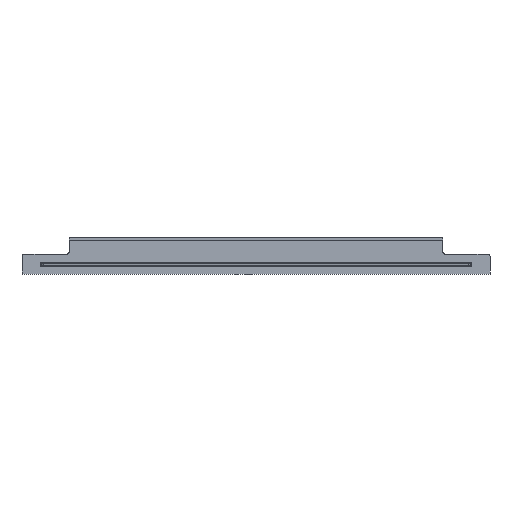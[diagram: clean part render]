
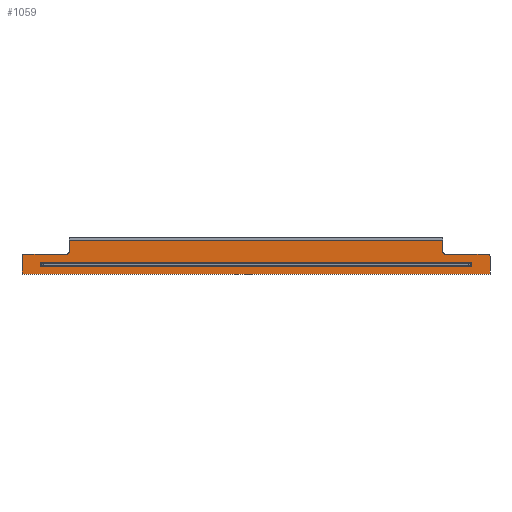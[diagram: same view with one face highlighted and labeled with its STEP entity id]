
A CAD part, front view. The second image highlights one B-rep face of the part: STEP entity #1059.
In plain terms, the highlighted planar face has unit normal (0, -1, 0).
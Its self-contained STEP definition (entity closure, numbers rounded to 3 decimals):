
#15 = EDGE_CURVE ( 'NONE', #1775, #1292, #1065, .T. ) ;
#26 = ORIENTED_EDGE ( 'NONE', *, *, #875, .T. ) ;
#53 = VECTOR ( 'NONE', #1547, 1000. ) ;
#57 = DIRECTION ( 'NONE',  ( 0., 1., 0. ) ) ;
#59 = LINE ( 'NONE', #1352, #1799 ) ;
#65 = EDGE_CURVE ( 'NONE', #1220, #1191, #1948, .T. ) ;
#68 = EDGE_CURVE ( 'NONE', #1651, #1775, #1658, .T. ) ;
#78 = FACE_OUTER_BOUND ( 'NONE', #1237, .T. ) ;
#128 = EDGE_CURVE ( 'NONE', #384, #1220, #1412, .T. ) ;
#150 = DIRECTION ( 'NONE',  ( 0., 0., 1. ) ) ;
#161 = CARTESIAN_POINT ( 'NONE',  ( 198., 9.3, 25.45 ) ) ;
#163 = CARTESIAN_POINT ( 'NONE',  ( 198., 9.3, 13.75 ) ) ;
#174 = VERTEX_POINT ( 'NONE', #574 ) ;
#184 = EDGE_CURVE ( 'NONE', #192, #691, #2017, .T. ) ;
#192 = VERTEX_POINT ( 'NONE', #1408 ) ;
#202 = ORIENTED_EDGE ( 'NONE', *, *, #184, .F. ) ;
#234 = DIRECTION ( 'NONE',  ( 0., 0., -1. ) ) ;
#296 = VERTEX_POINT ( 'NONE', #1312 ) ;
#337 = EDGE_CURVE ( 'NONE', #296, #968, #59, .T. ) ;
#384 = VERTEX_POINT ( 'NONE', #842 ) ;
#396 = EDGE_CURVE ( 'NONE', #174, #580, #1321, .T. ) ;
#402 = CARTESIAN_POINT ( 'NONE',  ( 248., 9.3, 25.45 ) ) ;
#416 = DIRECTION ( 'NONE',  ( 0., 0., 1. ) ) ;
#417 = LINE ( 'NONE', #1205, #1680 ) ;
#440 = CARTESIAN_POINT ( 'NONE',  ( -201., 9.3, 13.75 ) ) ;
#476 = CARTESIAN_POINT ( 'NONE',  ( -228., 9.3, 0.7 ) ) ;
#521 = FACE_BOUND ( 'NONE', #1730, .T. ) ;
#523 = CARTESIAN_POINT ( 'NONE',  ( 228., 9.3, -0.7 ) ) ;
#539 = PLANE ( 'NONE',  #1278 ) ;
#555 = ORIENTED_EDGE ( 'NONE', *, *, #68, .T. ) ;
#566 = CARTESIAN_POINT ( 'NONE',  ( 246., 9.3, 10.75 ) ) ;
#574 = CARTESIAN_POINT ( 'NONE',  ( 228., 9.3, 0.7 ) ) ;
#580 = VERTEX_POINT ( 'NONE', #476 ) ;
#630 = CARTESIAN_POINT ( 'NONE',  ( 228., 9.3, -10.25 ) ) ;
#631 = ORIENTED_EDGE ( 'NONE', *, *, #337, .T. ) ;
#637 = CARTESIAN_POINT ( 'NONE',  ( -246., 9.3, 10.75 ) ) ;
#667 = ORIENTED_EDGE ( 'NONE', *, *, #65, .T. ) ;
#682 = ORIENTED_EDGE ( 'NONE', *, *, #1206, .F. ) ;
#683 = ORIENTED_EDGE ( 'NONE', *, *, #1169, .T. ) ;
#689 = VECTOR ( 'NONE', #416, 1000. ) ;
#691 = VERTEX_POINT ( 'NONE', #1580 ) ;
#696 = DIRECTION ( 'NONE',  ( 0., 0., 1. ) ) ;
#697 = DIRECTION ( 'NONE',  ( -1., 0., 0. ) ) ;
#736 = DIRECTION ( 'NONE',  ( 0., 1., 0. ) ) ;
#739 = CARTESIAN_POINT ( 'NONE',  ( 246., 9.3, 8.75 ) ) ;
#746 = CARTESIAN_POINT ( 'NONE',  ( -246., 9.3, 8.75 ) ) ;
#752 = VECTOR ( 'NONE', #1711, 1000. ) ;
#772 = DIRECTION ( 'NONE',  ( 0., 0., 1. ) ) ;
#800 = EDGE_CURVE ( 'NONE', #1292, #384, #1512, .T. ) ;
#829 = DIRECTION ( 'NONE',  ( 0., 0., 1. ) ) ;
#842 = CARTESIAN_POINT ( 'NONE',  ( 198., 9.3, 25.45 ) ) ;
#858 = EDGE_CURVE ( 'NONE', #1452, #192, #417, .T. ) ;
#860 = DIRECTION ( 'NONE',  ( -1., 0., 0. ) ) ;
#872 = DIRECTION ( 'NONE',  ( -1., 0., 0. ) ) ;
#875 = EDGE_CURVE ( 'NONE', #968, #1266, #1645, .T. ) ;
#916 = CARTESIAN_POINT ( 'NONE',  ( -248., 9.3, -0.7 ) ) ;
#936 = LINE ( 'NONE', #916, #1144 ) ;
#968 = VERTEX_POINT ( 'NONE', #637 ) ;
#975 = VECTOR ( 'NONE', #772, 1000. ) ;
#996 = VECTOR ( 'NONE', #1675, 1000. ) ;
#1010 = CARTESIAN_POINT ( 'NONE',  ( -198., 9.3, 25.45 ) ) ;
#1059 = ADVANCED_FACE ( 'NONE', ( #521, #78 ), #539, .F. ) ;
#1064 = AXIS2_PLACEMENT_3D ( 'NONE', #440, #736, #150 ) ;
#1065 = CIRCLE ( 'NONE', #1332, 3. ) ;
#1080 = LINE ( 'NONE', #1383, #752 ) ;
#1142 = ORIENTED_EDGE ( 'NONE', *, *, #396, .F. ) ;
#1144 = VECTOR ( 'NONE', #1882, 1000. ) ;
#1169 = EDGE_CURVE ( 'NONE', #1266, #691, #936, .T. ) ;
#1189 = CARTESIAN_POINT ( 'NONE',  ( -228., 9.3, -0.7 ) ) ;
#1191 = VERTEX_POINT ( 'NONE', #1571 ) ;
#1205 = CARTESIAN_POINT ( 'NONE',  ( 248., 9.3, -0.7 ) ) ;
#1206 = EDGE_CURVE ( 'NONE', #1801, #174, #1222, .T. ) ;
#1209 = VECTOR ( 'NONE', #1252, 1000. ) ;
#1214 = CARTESIAN_POINT ( 'NONE',  ( -228., 9.3, -10.25 ) ) ;
#1220 = VERTEX_POINT ( 'NONE', #1392 ) ;
#1222 = LINE ( 'NONE', #630, #1209 ) ;
#1227 = CARTESIAN_POINT ( 'NONE',  ( 248., 9.3, -10.25 ) ) ;
#1235 = CARTESIAN_POINT ( 'NONE',  ( 248., 9.3, 25.45 ) ) ;
#1237 = EDGE_LOOP ( 'NONE', ( #1268, #1765, #555, #1508, #1741, #1912, #667, #1705, #631, #26, #683, #202 ) ) ;
#1244 = CIRCLE ( 'NONE', #1812, 2. ) ;
#1251 = EDGE_CURVE ( 'NONE', #1452, #1651, #1244, .T. ) ;
#1252 = DIRECTION ( 'NONE',  ( 0., 0., 1. ) ) ;
#1263 = DIRECTION ( 'NONE',  ( 0., -1., 0. ) ) ;
#1266 = VERTEX_POINT ( 'NONE', #1553 ) ;
#1268 = ORIENTED_EDGE ( 'NONE', *, *, #858, .F. ) ;
#1278 = AXIS2_PLACEMENT_3D ( 'NONE', #402, #1973, #696 ) ;
#1292 = VERTEX_POINT ( 'NONE', #163 ) ;
#1312 = CARTESIAN_POINT ( 'NONE',  ( -201., 9.3, 10.75 ) ) ;
#1321 = LINE ( 'NONE', #1341, #1400 ) ;
#1332 = AXIS2_PLACEMENT_3D ( 'NONE', #1466, #57, #829 ) ;
#1341 = CARTESIAN_POINT ( 'NONE',  ( 248., 9.3, 0.7 ) ) ;
#1352 = CARTESIAN_POINT ( 'NONE',  ( 248., 9.3, 10.75 ) ) ;
#1383 = CARTESIAN_POINT ( 'NONE',  ( 248., 9.3, -0.7 ) ) ;
#1392 = CARTESIAN_POINT ( 'NONE',  ( -198., 9.3, 25.45 ) ) ;
#1400 = VECTOR ( 'NONE', #697, 1000. ) ;
#1408 = CARTESIAN_POINT ( 'NONE',  ( 248., 9.3, -10.25 ) ) ;
#1412 = LINE ( 'NONE', #1235, #996 ) ;
#1419 = DIRECTION ( 'NONE',  ( 0., -1., 0. ) ) ;
#1452 = VERTEX_POINT ( 'NONE', #1504 ) ;
#1466 = CARTESIAN_POINT ( 'NONE',  ( 201., 9.3, 13.75 ) ) ;
#1503 = AXIS2_PLACEMENT_3D ( 'NONE', #746, #1419, #1778 ) ;
#1504 = CARTESIAN_POINT ( 'NONE',  ( 248., 9.3, 8.75 ) ) ;
#1508 = ORIENTED_EDGE ( 'NONE', *, *, #15, .T. ) ;
#1512 = LINE ( 'NONE', #161, #975 ) ;
#1547 = DIRECTION ( 'NONE',  ( -1., 0., 0. ) ) ;
#1553 = CARTESIAN_POINT ( 'NONE',  ( -248., 9.3, 8.75 ) ) ;
#1571 = CARTESIAN_POINT ( 'NONE',  ( -198., 9.3, 13.75 ) ) ;
#1580 = CARTESIAN_POINT ( 'NONE',  ( -248., 9.3, -10.25 ) ) ;
#1595 = EDGE_CURVE ( 'NONE', #1191, #296, #1958, .T. ) ;
#1599 = VECTOR ( 'NONE', #234, 1000. ) ;
#1624 = VERTEX_POINT ( 'NONE', #1189 ) ;
#1645 = CIRCLE ( 'NONE', #1503, 2. ) ;
#1649 = CARTESIAN_POINT ( 'NONE',  ( 201., 9.3, 10.75 ) ) ;
#1651 = VERTEX_POINT ( 'NONE', #566 ) ;
#1658 = LINE ( 'NONE', #1824, #1897 ) ;
#1675 = DIRECTION ( 'NONE',  ( -1., 0., 0. ) ) ;
#1680 = VECTOR ( 'NONE', #1869, 1000. ) ;
#1705 = ORIENTED_EDGE ( 'NONE', *, *, #1595, .T. ) ;
#1711 = DIRECTION ( 'NONE',  ( -1., 0., 0. ) ) ;
#1730 = EDGE_LOOP ( 'NONE', ( #682, #1852, #1790, #1142 ) ) ;
#1741 = ORIENTED_EDGE ( 'NONE', *, *, #800, .T. ) ;
#1765 = ORIENTED_EDGE ( 'NONE', *, *, #1251, .T. ) ;
#1775 = VERTEX_POINT ( 'NONE', #1649 ) ;
#1778 = DIRECTION ( 'NONE',  ( 0., 0., 1. ) ) ;
#1790 = ORIENTED_EDGE ( 'NONE', *, *, #2000, .T. ) ;
#1799 = VECTOR ( 'NONE', #872, 1000. ) ;
#1801 = VERTEX_POINT ( 'NONE', #523 ) ;
#1812 = AXIS2_PLACEMENT_3D ( 'NONE', #739, #1263, #2023 ) ;
#1824 = CARTESIAN_POINT ( 'NONE',  ( 248., 9.3, 10.75 ) ) ;
#1839 = LINE ( 'NONE', #1214, #689 ) ;
#1852 = ORIENTED_EDGE ( 'NONE', *, *, #2015, .T. ) ;
#1869 = DIRECTION ( 'NONE',  ( 0., 0., -1. ) ) ;
#1882 = DIRECTION ( 'NONE',  ( 0., 0., -1. ) ) ;
#1897 = VECTOR ( 'NONE', #860, 1000. ) ;
#1912 = ORIENTED_EDGE ( 'NONE', *, *, #128, .T. ) ;
#1948 = LINE ( 'NONE', #1010, #1599 ) ;
#1958 = CIRCLE ( 'NONE', #1064, 3. ) ;
#1973 = DIRECTION ( 'NONE',  ( 0., 1., 0. ) ) ;
#2000 = EDGE_CURVE ( 'NONE', #1624, #580, #1839, .T. ) ;
#2015 = EDGE_CURVE ( 'NONE', #1801, #1624, #1080, .T. ) ;
#2017 = LINE ( 'NONE', #1227, #53 ) ;
#2023 = DIRECTION ( 'NONE',  ( 0., 0., 1. ) ) ;
